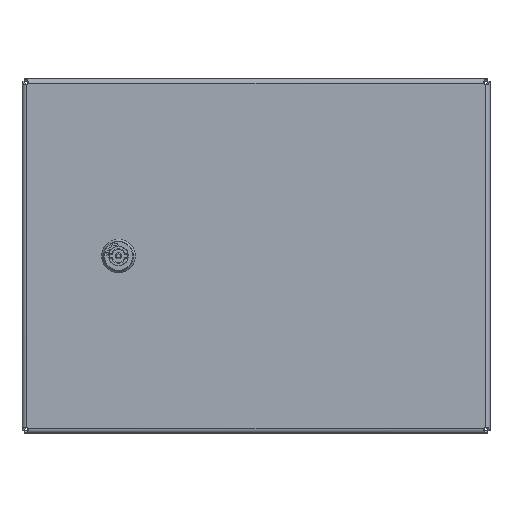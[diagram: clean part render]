
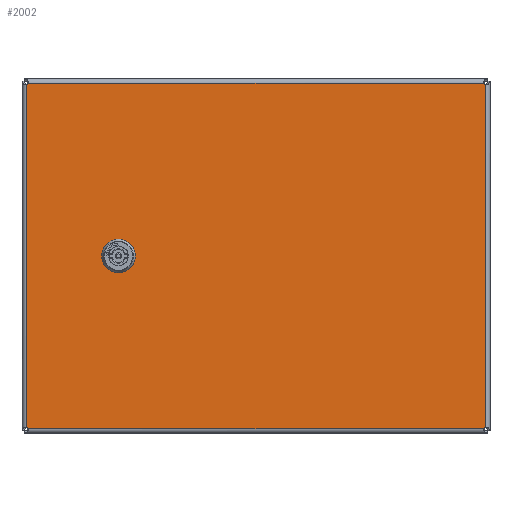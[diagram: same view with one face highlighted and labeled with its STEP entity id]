
A CAD part, top view. The second image highlights one B-rep face of the part: STEP entity #2002.
In plain terms, the highlighted planar face has unit normal (0, 0, 1).
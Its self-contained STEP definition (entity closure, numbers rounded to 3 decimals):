
#945 = CARTESIAN_POINT ( 'NONE',  ( -124.55, 4.637, 0. ) ) ;
#1115 = DIRECTION ( 'NONE',  ( 0., 0., 1. ) ) ;
#1119 = VERTEX_POINT ( 'NONE', #13632 ) ;
#1712 = CARTESIAN_POINT ( 'NONE',  ( -118.937, 10.25, 0. ) ) ;
#2002 = ADVANCED_FACE ( 'NONE', ( #27341, #43124 ), #64907, .T. ) ;
#2567 = VERTEX_POINT ( 'NONE', #38160 ) ;
#2765 = EDGE_CURVE ( 'NONE', #20848, #62837, #61659, .T. ) ;
#2802 = CARTESIAN_POINT ( 'NONE',  ( -109.663, -10.25, 0. ) ) ;
#3129 = ORIENTED_EDGE ( 'NONE', *, *, #42802, .T. ) ;
#4214 = CARTESIAN_POINT ( 'NONE',  ( -104.05, 4.637, 0. ) ) ;
#4481 = CARTESIAN_POINT ( 'NONE',  ( -190.5, 145.429, 0. ) ) ;
#6212 = AXIS2_PLACEMENT_3D ( 'NONE', #25263, #47697, #62831 ) ;
#6307 = VERTEX_POINT ( 'NONE', #25764 ) ;
#6493 = VERTEX_POINT ( 'NONE', #16979 ) ;
#7325 = DIRECTION ( 'NONE',  ( -1., 0., 0. ) ) ;
#7412 = EDGE_CURVE ( 'NONE', #66510, #62837, #13516, .T. ) ;
#7434 = AXIS2_PLACEMENT_3D ( 'NONE', #47840, #69261, #15913 ) ;
#7587 = CIRCLE ( 'NONE', #45667, 2. ) ;
#7611 = DIRECTION ( 'NONE',  ( 1., 0., 0. ) ) ;
#8126 = ORIENTED_EDGE ( 'NONE', *, *, #7412, .F. ) ;
#8318 = CARTESIAN_POINT ( 'NONE',  ( -104.05, -4.637, 0. ) ) ;
#8500 = VECTOR ( 'NONE', #15427, 1000. ) ;
#8987 = VECTOR ( 'NONE', #15550, 1000. ) ;
#9169 = ORIENTED_EDGE ( 'NONE', *, *, #58523, .F. ) ;
#9970 = EDGE_CURVE ( 'NONE', #17359, #41080, #45669, .T. ) ;
#12961 = CARTESIAN_POINT ( 'NONE',  ( 191.429, 144.429, 0. ) ) ;
#13018 = EDGE_CURVE ( 'NONE', #24558, #49971, #38464, .T. ) ;
#13273 = ORIENTED_EDGE ( 'NONE', *, *, #51490, .T. ) ;
#13516 = CIRCLE ( 'NONE', #20202, 2. ) ;
#13632 = CARTESIAN_POINT ( 'NONE',  ( -189.658, 143.5, 0. ) ) ;
#15427 = DIRECTION ( 'NONE',  ( 0., -1., 0. ) ) ;
#15550 = DIRECTION ( 'NONE',  ( 0., -1., 0. ) ) ;
#15913 = DIRECTION ( 'NONE',  ( 1., 0., 0. ) ) ;
#16351 = ORIENTED_EDGE ( 'NONE', *, *, #27003, .F. ) ;
#16637 = EDGE_CURVE ( 'NONE', #34396, #57815, #31496, .T. ) ;
#16979 = CARTESIAN_POINT ( 'NONE',  ( -190.5, -142.658, 0. ) ) ;
#17359 = VERTEX_POINT ( 'NONE', #23654 ) ;
#18746 = DIRECTION ( 'NONE',  ( -1., 0., 0. ) ) ;
#20196 = AXIS2_PLACEMENT_3D ( 'NONE', #61909, #20443, #46790 ) ;
#20202 = AXIS2_PLACEMENT_3D ( 'NONE', #21265, #29218, #50637 ) ;
#20323 = LINE ( 'NONE', #4481, #8500 ) ;
#20443 = DIRECTION ( 'NONE',  ( 0., 0., 1. ) ) ;
#20614 = CARTESIAN_POINT ( 'NONE',  ( -114.3, 0., 0. ) ) ;
#20848 = VERTEX_POINT ( 'NONE', #44156 ) ;
#21265 = CARTESIAN_POINT ( 'NONE',  ( 191.429, -144.429, 0. ) ) ;
#23654 = CARTESIAN_POINT ( 'NONE',  ( -118.937, -10.25, 0. ) ) ;
#23742 = DIRECTION ( 'NONE',  ( 1., 0., 0. ) ) ;
#24030 = CARTESIAN_POINT ( 'NONE',  ( -124.55, -4.637, 0. ) ) ;
#24099 = CARTESIAN_POINT ( 'NONE',  ( -114.3, 0., 0. ) ) ;
#24558 = VERTEX_POINT ( 'NONE', #8318 ) ;
#25263 = CARTESIAN_POINT ( 'NONE',  ( -191.429, 144.429, 0. ) ) ;
#25488 = CARTESIAN_POINT ( 'NONE',  ( 190.5, -142.658, 0. ) ) ;
#25764 = CARTESIAN_POINT ( 'NONE',  ( -190.5, 142.658, 0. ) ) ;
#26593 = EDGE_CURVE ( 'NONE', #57815, #59550, #47065, .T. ) ;
#27003 = EDGE_CURVE ( 'NONE', #59550, #60349, #42531, .T. ) ;
#27341 = FACE_BOUND ( 'NONE', #43367, .T. ) ;
#28392 = ORIENTED_EDGE ( 'NONE', *, *, #9970, .F. ) ;
#29218 = DIRECTION ( 'NONE',  ( 0., 0., 1. ) ) ;
#29698 = CARTESIAN_POINT ( 'NONE',  ( -192.429, -143.5, 0. ) ) ;
#31496 = LINE ( 'NONE', #63120, #59690 ) ;
#31797 = VECTOR ( 'NONE', #23742, 1000. ) ;
#31823 = ORIENTED_EDGE ( 'NONE', *, *, #13018, .F. ) ;
#34396 = VERTEX_POINT ( 'NONE', #58894 ) ;
#34571 = CARTESIAN_POINT ( 'NONE',  ( 190.5, -145.429, 0. ) ) ;
#36472 = ORIENTED_EDGE ( 'NONE', *, *, #2765, .T. ) ;
#36510 = CIRCLE ( 'NONE', #6212, 2. ) ;
#36752 = DIRECTION ( 'NONE',  ( 1., 0., 0. ) ) ;
#38113 = AXIS2_PLACEMENT_3D ( 'NONE', #60345, #65613, #59300 ) ;
#38160 = CARTESIAN_POINT ( 'NONE',  ( 189.658, 143.5, 0. ) ) ;
#38464 = LINE ( 'NONE', #48281, #52828 ) ;
#39036 = VECTOR ( 'NONE', #54982, 1000. ) ;
#39825 = LINE ( 'NONE', #66837, #66432 ) ;
#40766 = DIRECTION ( 'NONE',  ( 1., 0., 0. ) ) ;
#41080 = VERTEX_POINT ( 'NONE', #51200 ) ;
#42011 = DIRECTION ( 'NONE',  ( 0., 0., 1. ) ) ;
#42531 = LINE ( 'NONE', #63968, #8987 ) ;
#42802 = EDGE_CURVE ( 'NONE', #2567, #1119, #39825, .T. ) ;
#43124 = FACE_OUTER_BOUND ( 'NONE', #51631, .T. ) ;
#43348 = CIRCLE ( 'NONE', #50097, 2. ) ;
#43367 = EDGE_LOOP ( 'NONE', ( #63877, #31823, #62120, #28392, #67304, #16351, #57138, #67547 ) ) ;
#44156 = CARTESIAN_POINT ( 'NONE',  ( -189.658, -143.5, 0. ) ) ;
#44418 = AXIS2_PLACEMENT_3D ( 'NONE', #24099, #50791, #7611 ) ;
#44757 = LINE ( 'NONE', #34571, #39036 ) ;
#45667 = AXIS2_PLACEMENT_3D ( 'NONE', #53860, #1115, #64383 ) ;
#45669 = LINE ( 'NONE', #2802, #51793 ) ;
#46095 = CARTESIAN_POINT ( 'NONE',  ( 189.658, -143.5, 0. ) ) ;
#46681 = ORIENTED_EDGE ( 'NONE', *, *, #68987, .F. ) ;
#46790 = DIRECTION ( 'NONE',  ( 1., 0., 0. ) ) ;
#47065 = CIRCLE ( 'NONE', #20196, 11.25 ) ;
#47697 = DIRECTION ( 'NONE',  ( 0., 0., 1. ) ) ;
#47840 = CARTESIAN_POINT ( 'NONE',  ( -114.3, 0., 0. ) ) ;
#48281 = CARTESIAN_POINT ( 'NONE',  ( -104.05, 4.637, 0. ) ) ;
#48527 = CARTESIAN_POINT ( 'NONE',  ( 190.5, 142.658, 0. ) ) ;
#48983 = AXIS2_PLACEMENT_3D ( 'NONE', #20614, #42011, #36752 ) ;
#49971 = VERTEX_POINT ( 'NONE', #4214 ) ;
#50097 = AXIS2_PLACEMENT_3D ( 'NONE', #12961, #55470, #7325 ) ;
#50637 = DIRECTION ( 'NONE',  ( 1., 0., 0. ) ) ;
#50791 = DIRECTION ( 'NONE',  ( 0., 0., 1. ) ) ;
#51200 = CARTESIAN_POINT ( 'NONE',  ( -109.663, -10.25, 0. ) ) ;
#51439 = EDGE_CURVE ( 'NONE', #6307, #1119, #36510, .T. ) ;
#51490 = EDGE_CURVE ( 'NONE', #6307, #6493, #20323, .T. ) ;
#51631 = EDGE_LOOP ( 'NONE', ( #9169, #36472, #8126, #59280, #46681, #3129, #57910, #13273 ) ) ;
#51793 = VECTOR ( 'NONE', #40766, 1000. ) ;
#51979 = VERTEX_POINT ( 'NONE', #48527 ) ;
#52775 = EDGE_CURVE ( 'NONE', #60349, #17359, #63466, .T. ) ;
#52828 = VECTOR ( 'NONE', #65126, 1000. ) ;
#53860 = CARTESIAN_POINT ( 'NONE',  ( -191.429, -144.429, 0. ) ) ;
#54982 = DIRECTION ( 'NONE',  ( 0., 1., 0. ) ) ;
#55409 = EDGE_CURVE ( 'NONE', #41080, #24558, #69231, .T. ) ;
#55470 = DIRECTION ( 'NONE',  ( 0., 0., 1. ) ) ;
#57138 = ORIENTED_EDGE ( 'NONE', *, *, #26593, .F. ) ;
#57815 = VERTEX_POINT ( 'NONE', #1712 ) ;
#57848 = DIRECTION ( 'NONE',  ( -1., 0., 0. ) ) ;
#57910 = ORIENTED_EDGE ( 'NONE', *, *, #51439, .F. ) ;
#58523 = EDGE_CURVE ( 'NONE', #20848, #6493, #7587, .T. ) ;
#58894 = CARTESIAN_POINT ( 'NONE',  ( -109.663, 10.25, 0. ) ) ;
#59280 = ORIENTED_EDGE ( 'NONE', *, *, #66072, .T. ) ;
#59300 = DIRECTION ( 'NONE',  ( 1., 0., 0. ) ) ;
#59550 = VERTEX_POINT ( 'NONE', #945 ) ;
#59690 = VECTOR ( 'NONE', #57848, 1000. ) ;
#60345 = CARTESIAN_POINT ( 'NONE',  ( 0., 0., 0. ) ) ;
#60349 = VERTEX_POINT ( 'NONE', #24030 ) ;
#61659 = LINE ( 'NONE', #29698, #31797 ) ;
#61909 = CARTESIAN_POINT ( 'NONE',  ( -114.3, 0., 0. ) ) ;
#62120 = ORIENTED_EDGE ( 'NONE', *, *, #55409, .F. ) ;
#62831 = DIRECTION ( 'NONE',  ( 1., 0., 0. ) ) ;
#62837 = VERTEX_POINT ( 'NONE', #46095 ) ;
#63120 = CARTESIAN_POINT ( 'NONE',  ( -109.663, 10.25, 0. ) ) ;
#63466 = CIRCLE ( 'NONE', #44418, 11.25 ) ;
#63877 = ORIENTED_EDGE ( 'NONE', *, *, #69381, .F. ) ;
#63968 = CARTESIAN_POINT ( 'NONE',  ( -124.55, 4.637, 0. ) ) ;
#64383 = DIRECTION ( 'NONE',  ( -1., 0., 0. ) ) ;
#64907 = PLANE ( 'NONE',  #38113 ) ;
#65126 = DIRECTION ( 'NONE',  ( 0., 1., 0. ) ) ;
#65613 = DIRECTION ( 'NONE',  ( 0., 0., 1. ) ) ;
#66072 = EDGE_CURVE ( 'NONE', #66510, #51979, #44757, .T. ) ;
#66432 = VECTOR ( 'NONE', #18746, 1000. ) ;
#66510 = VERTEX_POINT ( 'NONE', #25488 ) ;
#66837 = CARTESIAN_POINT ( 'NONE',  ( 192.429, 143.5, 0. ) ) ;
#67304 = ORIENTED_EDGE ( 'NONE', *, *, #52775, .F. ) ;
#67547 = ORIENTED_EDGE ( 'NONE', *, *, #16637, .F. ) ;
#68037 = CIRCLE ( 'NONE', #48983, 11.25 ) ;
#68987 = EDGE_CURVE ( 'NONE', #2567, #51979, #43348, .T. ) ;
#69231 = CIRCLE ( 'NONE', #7434, 11.25 ) ;
#69261 = DIRECTION ( 'NONE',  ( 0., 0., 1. ) ) ;
#69381 = EDGE_CURVE ( 'NONE', #49971, #34396, #68037, .T. ) ;
